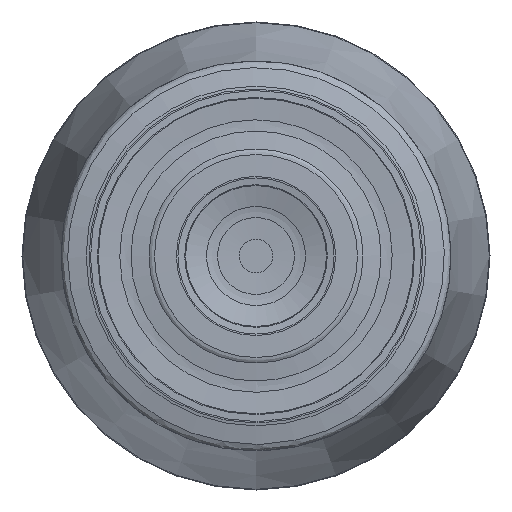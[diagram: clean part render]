
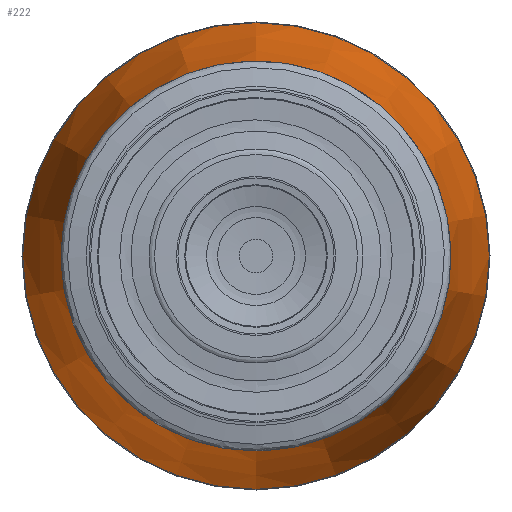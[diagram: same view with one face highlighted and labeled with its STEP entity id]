
A CAD part, left-side view. The second image highlights one B-rep face of the part: STEP entity #222.
In plain terms, the highlighted conical face has half-angle 12.804 degrees and reference radius 26.925 mm.
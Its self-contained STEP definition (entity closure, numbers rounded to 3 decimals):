
#200=CONICAL_SURFACE('',#879,26.925,12.804);
#222=ADVANCED_FACE('',(#308,#309),#200,.T.);
#308=FACE_BOUND('',#431,.T.);
#309=FACE_BOUND('',#432,.T.);
#431=EDGE_LOOP('',(#557));
#432=EDGE_LOOP('',(#558));
#557=ORIENTED_EDGE('',*,*,#732,.T.);
#558=ORIENTED_EDGE('',*,*,#731,.F.);
#668=VERTEX_POINT('',#1228);
#669=VERTEX_POINT('',#1231);
#731=EDGE_CURVE('',#668,#668,#794,.T.);
#732=EDGE_CURVE('',#669,#669,#795,.T.);
#794=CIRCLE('',#876,26.925);
#795=CIRCLE('',#878,22.124);
#876=AXIS2_PLACEMENT_3D('',#1227,#996,#997);
#878=AXIS2_PLACEMENT_3D('',#1230,#1000,#1001);
#879=AXIS2_PLACEMENT_3D('',#1232,#1002,#1003);
#996=DIRECTION('',(1.,0.,0.));
#997=DIRECTION('',(0.,0.,1.));
#1000=DIRECTION('',(1.,0.,0.));
#1001=DIRECTION('',(0.,0.,1.));
#1002=DIRECTION('',(1.,0.,0.));
#1003=DIRECTION('',(0.,0.,-1.));
#1227=CARTESIAN_POINT('',(116.672,0.,0.));
#1228=CARTESIAN_POINT('',(116.672,0.,26.925));
#1230=CARTESIAN_POINT('',(95.547,0.,0.));
#1231=CARTESIAN_POINT('',(95.547,0.,22.124));
#1232=CARTESIAN_POINT('',(116.672,0.,0.));
